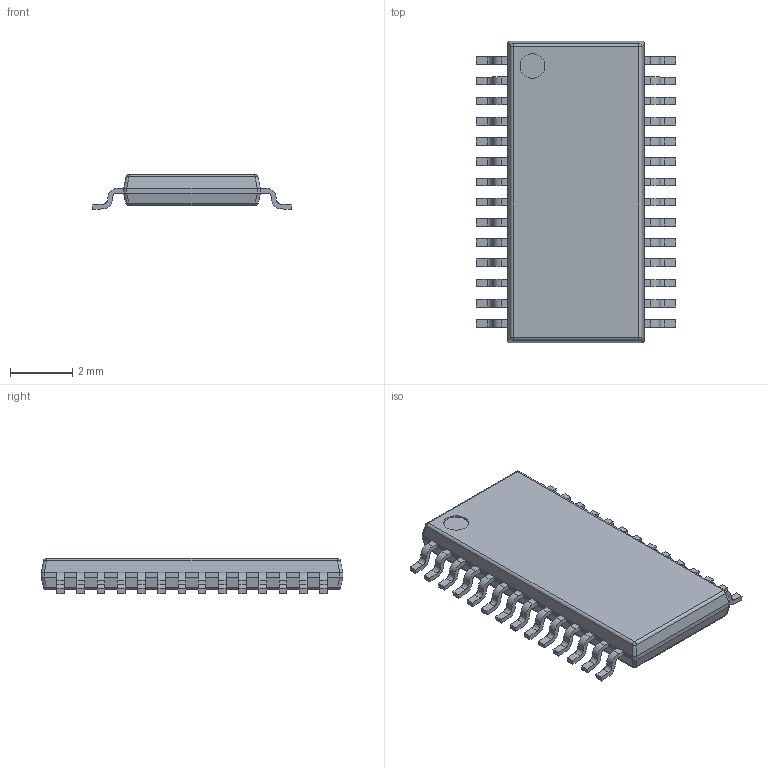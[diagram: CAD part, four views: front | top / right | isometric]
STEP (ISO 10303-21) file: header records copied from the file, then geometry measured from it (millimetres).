
FILE_DESCRIPTION((''),'2;1');
FILE_NAME('PWP0028H_ASM','2021-07-23T08:28:21',('a0412086'),(''),'CREO PARAMETRIC BY PTC INC, 2018500','CREO PARAMETRIC BY PTC INC, 2018500','');
FILE_SCHEMA(('CONFIG_CONTROL_DESIGN','SHAPE_APPEARANCE_LAYERS_GROUPS'));
Length unit declared in the file: millimetre
Products named in the file (4): BODY-TSSOP; LEAD-TSSOP; DAP; PWP0028H_ASM
Assembly tree (30 placements, depth 2):
  PWP0028H_ASM
    BODY-TSSOP
    LEAD-TSSOP  x28
    DAP
Bounding box: 6.4 x 9.7 x 1.13 mm (x, y, z)
Volume: 42.8 mm3; surface area: 152.1 mm2
Topology: 30 solids, 30 shells, 480 faces, 1230 edges, 812 vertices
Faces by surface type: plane 338, cylinder 134, sphere 8
Entity records: 4198 total; most frequent: CARTESIAN_POINT 650, DIRECTION 542, ORIENTED_EDGE 516, PRESENTATION_STYLE_ASSIGNMENT 261, STYLED_ITEM 261, CURVE_STYLE 258, EDGE_CURVE 258, VECTOR 198
